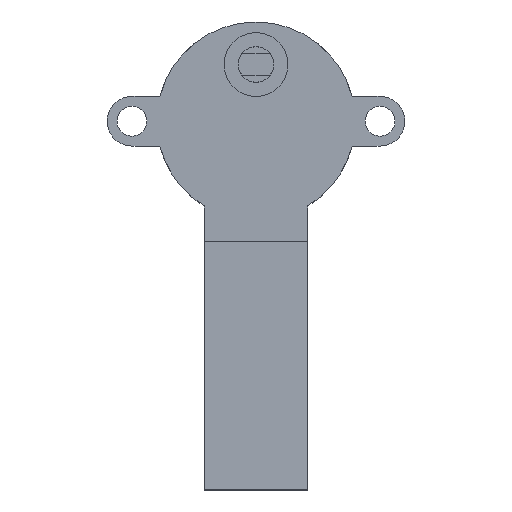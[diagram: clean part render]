
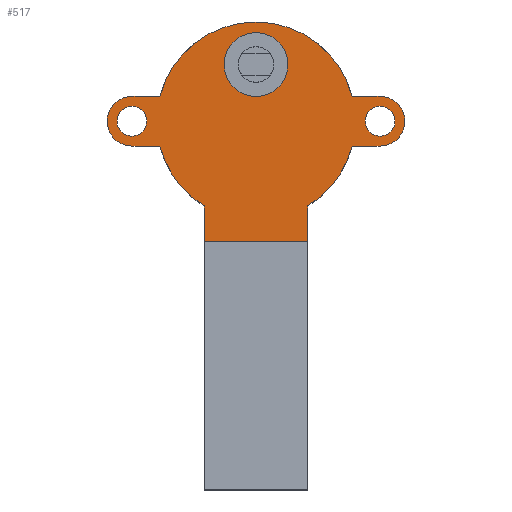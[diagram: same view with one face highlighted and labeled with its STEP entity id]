
A CAD part, top view. The second image highlights one B-rep face of the part: STEP entity #517.
In plain terms, the highlighted planar face has unit normal (0, 0, 1).
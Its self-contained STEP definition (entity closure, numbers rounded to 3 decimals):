
#18=FACE_BOUND('',#102,.T.);
#19=FACE_BOUND('',#103,.T.);
#20=FACE_BOUND('',#104,.T.);
#22=CIRCLE('',#546,2.1);
#23=CIRCLE('',#548,3.5);
#27=CIRCLE('',#556,2.1);
#28=CIRCLE('',#560,3.5);
#32=CIRCLE('',#566,4.5);
#36=CIRCLE('',#575,14.);
#37=CIRCLE('',#576,14.);
#38=CIRCLE('',#577,14.);
#70=FACE_OUTER_BOUND('',#101,.T.);
#101=EDGE_LOOP('',(#408,#409,#410,#411,#412,#413,#414,#415,#416,#417,#418,
#419));
#102=EDGE_LOOP('',(#420));
#103=EDGE_LOOP('',(#421));
#104=EDGE_LOOP('',(#422));
#123=LINE('',#767,#173);
#131=LINE('',#792,#181);
#134=LINE('',#798,#184);
#138=LINE('',#813,#188);
#142=LINE('',#822,#192);
#152=LINE('',#860,#202);
#153=LINE('',#865,#203);
#173=VECTOR('',#610,10.);
#181=VECTOR('',#634,10.);
#184=VECTOR('',#639,10.);
#188=VECTOR('',#655,10.);
#192=VECTOR('',#661,10.);
#202=VECTOR('',#703,10.);
#203=VECTOR('',#710,10.);
#220=VERTEX_POINT('',#764);
#221=VERTEX_POINT('',#766);
#225=VERTEX_POINT('',#778);
#226=VERTEX_POINT('',#782);
#227=VERTEX_POINT('',#783);
#230=VERTEX_POINT('',#791);
#232=VERTEX_POINT('',#797);
#235=VERTEX_POINT('',#807);
#236=VERTEX_POINT('',#811);
#237=VERTEX_POINT('',#812);
#240=VERTEX_POINT('',#820);
#241=VERTEX_POINT('',#821);
#245=VERTEX_POINT('',#836);
#253=VERTEX_POINT('',#859);
#254=VERTEX_POINT('',#863);
#271=EDGE_CURVE('',#220,#221,#123,.T.);
#278=EDGE_CURVE('',#225,#225,#22,.T.);
#279=EDGE_CURVE('',#226,#227,#23,.T.);
#283=EDGE_CURVE('',#227,#230,#131,.T.);
#286=EDGE_CURVE('',#232,#226,#134,.T.);
#292=EDGE_CURVE('',#235,#235,#27,.T.);
#293=EDGE_CURVE('',#236,#237,#138,.T.);
#297=EDGE_CURVE('',#240,#241,#142,.T.);
#301=EDGE_CURVE('',#240,#237,#28,.T.);
#306=EDGE_CURVE('',#245,#245,#32,.T.);
#315=EDGE_CURVE('',#253,#220,#152,.T.);
#316=EDGE_CURVE('',#253,#241,#36,.T.);
#317=EDGE_CURVE('',#236,#232,#37,.T.);
#318=EDGE_CURVE('',#230,#254,#38,.T.);
#319=EDGE_CURVE('',#221,#254,#153,.T.);
#408=ORIENTED_EDGE('',*,*,#315,.F.);
#409=ORIENTED_EDGE('',*,*,#316,.T.);
#410=ORIENTED_EDGE('',*,*,#297,.F.);
#411=ORIENTED_EDGE('',*,*,#301,.T.);
#412=ORIENTED_EDGE('',*,*,#293,.F.);
#413=ORIENTED_EDGE('',*,*,#317,.T.);
#414=ORIENTED_EDGE('',*,*,#286,.T.);
#415=ORIENTED_EDGE('',*,*,#279,.T.);
#416=ORIENTED_EDGE('',*,*,#283,.T.);
#417=ORIENTED_EDGE('',*,*,#318,.T.);
#418=ORIENTED_EDGE('',*,*,#319,.F.);
#419=ORIENTED_EDGE('',*,*,#271,.F.);
#420=ORIENTED_EDGE('',*,*,#278,.T.);
#421=ORIENTED_EDGE('',*,*,#292,.T.);
#422=ORIENTED_EDGE('',*,*,#306,.T.);
#491=PLANE('',#574);
#517=ADVANCED_FACE('',(#70,#18,#19,#20),#491,.T.);
#546=AXIS2_PLACEMENT_3D('',#780,#622,#623);
#548=AXIS2_PLACEMENT_3D('',#784,#626,#627);
#556=AXIS2_PLACEMENT_3D('',#809,#651,#652);
#560=AXIS2_PLACEMENT_3D('',#829,#667,#668);
#566=AXIS2_PLACEMENT_3D('',#838,#680,#681);
#574=AXIS2_PLACEMENT_3D('',#858,#701,#702);
#575=AXIS2_PLACEMENT_3D('',#861,#704,#705);
#576=AXIS2_PLACEMENT_3D('',#862,#706,#707);
#577=AXIS2_PLACEMENT_3D('',#864,#708,#709);
#610=DIRECTION('',(-1.,0.,0.));
#622=DIRECTION('center_axis',(0.,0.,-1.));
#623=DIRECTION('ref_axis',(1.,0.,0.));
#626=DIRECTION('center_axis',(0.,0.,1.));
#627=DIRECTION('ref_axis',(0.,1.,0.));
#634=DIRECTION('',(1.,0.,0.));
#639=DIRECTION('',(-1.,0.,0.));
#651=DIRECTION('center_axis',(0.,0.,-1.));
#652=DIRECTION('ref_axis',(1.,0.,0.));
#655=DIRECTION('',(1.,0.,0.));
#661=DIRECTION('',(-1.,0.,0.));
#667=DIRECTION('center_axis',(0.,0.,1.));
#668=DIRECTION('ref_axis',(0.,-1.,0.));
#680=DIRECTION('center_axis',(0.,0.,-1.));
#681=DIRECTION('ref_axis',(1.,0.,0.));
#701=DIRECTION('center_axis',(0.,0.,1.));
#702=DIRECTION('ref_axis',(1.,0.,0.));
#703=DIRECTION('',(0.,-1.,0.));
#704=DIRECTION('center_axis',(0.,0.,1.));
#705=DIRECTION('ref_axis',(1.,0.,0.));
#706=DIRECTION('center_axis',(0.,0.,1.));
#707=DIRECTION('ref_axis',(1.,0.,0.));
#708=DIRECTION('center_axis',(0.,0.,1.));
#709=DIRECTION('ref_axis',(1.,0.,0.));
#710=DIRECTION('',(0.,1.,0.));
#764=CARTESIAN_POINT('',(7.3,-17.,0.));
#766=CARTESIAN_POINT('',(-7.3,-17.,0.));
#767=CARTESIAN_POINT('',(7.3,-17.,0.));
#778=CARTESIAN_POINT('',(-19.6,0.,0.));
#780=CARTESIAN_POINT('Origin',(-17.5,0.,0.));
#782=CARTESIAN_POINT('',(-17.5,3.5,0.));
#783=CARTESIAN_POINT('',(-17.5,-3.5,0.));
#784=CARTESIAN_POINT('Origin',(-17.5,0.,0.));
#791=CARTESIAN_POINT('',(-13.555,-3.5,0.));
#792=CARTESIAN_POINT('',(-17.5,-3.5,0.));
#797=CARTESIAN_POINT('',(-13.555,3.5,0.));
#798=CARTESIAN_POINT('',(-13.555,3.5,0.));
#807=CARTESIAN_POINT('',(15.4,0.,0.));
#809=CARTESIAN_POINT('Origin',(17.5,0.,0.));
#811=CARTESIAN_POINT('',(13.555,3.5,0.));
#812=CARTESIAN_POINT('',(17.5,3.5,0.));
#813=CARTESIAN_POINT('',(13.555,3.5,0.));
#820=CARTESIAN_POINT('',(17.5,-3.5,0.));
#821=CARTESIAN_POINT('',(13.555,-3.5,0.));
#822=CARTESIAN_POINT('',(17.5,-3.5,0.));
#829=CARTESIAN_POINT('Origin',(17.5,0.,0.));
#836=CARTESIAN_POINT('',(-4.5,8.,0.));
#838=CARTESIAN_POINT('Origin',(0.,8.,0.));
#858=CARTESIAN_POINT('Origin',(0.,-1.5,0.));
#859=CARTESIAN_POINT('',(7.3,-11.946,0.));
#860=CARTESIAN_POINT('',(7.3,0.,0.));
#861=CARTESIAN_POINT('Origin',(0.,0.,0.));
#862=CARTESIAN_POINT('Origin',(0.,0.,0.));
#863=CARTESIAN_POINT('',(-7.3,-11.946,0.));
#864=CARTESIAN_POINT('Origin',(0.,0.,0.));
#865=CARTESIAN_POINT('',(-7.3,-17.,0.));
